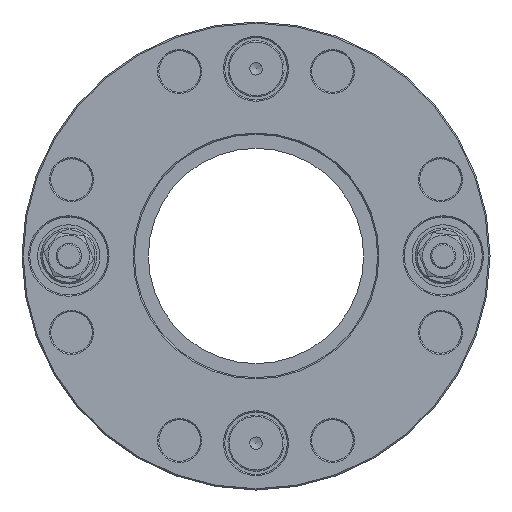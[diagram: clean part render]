
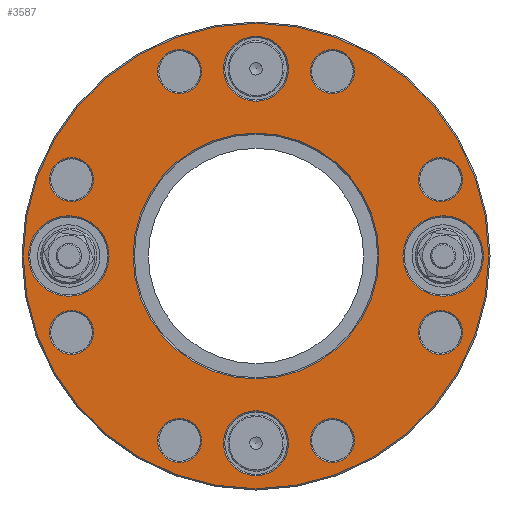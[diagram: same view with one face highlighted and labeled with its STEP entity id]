
A CAD part, front view. The second image highlights one B-rep face of the part: STEP entity #3587.
In plain terms, the highlighted planar face has unit normal (0, -1, 0).
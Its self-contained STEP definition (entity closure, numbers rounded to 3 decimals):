
#121=PLANE('',#3826);
#320=ORIENTED_EDGE('',*,*,#761,.T.);
#321=ORIENTED_EDGE('',*,*,#788,.T.);
#322=ORIENTED_EDGE('',*,*,#745,.T.);
#323=ORIENTED_EDGE('',*,*,#743,.T.);
#324=ORIENTED_EDGE('',*,*,#747,.T.);
#325=ORIENTED_EDGE('',*,*,#749,.T.);
#326=ORIENTED_EDGE('',*,*,#789,.T.);
#327=ORIENTED_EDGE('',*,*,#751,.T.);
#328=ORIENTED_EDGE('',*,*,#753,.T.);
#329=ORIENTED_EDGE('',*,*,#755,.T.);
#330=ORIENTED_EDGE('',*,*,#757,.T.);
#331=ORIENTED_EDGE('',*,*,#759,.T.);
#332=ORIENTED_EDGE('',*,*,#740,.T.);
#333=ORIENTED_EDGE('',*,*,#739,.T.);
#739=EDGE_CURVE('',#991,#991,#1223,.T.);
#740=EDGE_CURVE('',#992,#992,#1224,.F.);
#743=EDGE_CURVE('',#995,#995,#1227,.F.);
#745=EDGE_CURVE('',#997,#997,#1229,.F.);
#747=EDGE_CURVE('',#999,#999,#1231,.F.);
#749=EDGE_CURVE('',#1001,#1001,#1233,.F.);
#751=EDGE_CURVE('',#1003,#1003,#1235,.F.);
#753=EDGE_CURVE('',#1005,#1005,#1237,.F.);
#755=EDGE_CURVE('',#1007,#1007,#1239,.F.);
#757=EDGE_CURVE('',#1009,#1009,#1241,.F.);
#759=EDGE_CURVE('',#1011,#1011,#1243,.F.);
#761=EDGE_CURVE('',#1013,#1013,#1245,.F.);
#788=EDGE_CURVE('',#1040,#1040,#1272,.F.);
#789=EDGE_CURVE('',#1041,#1041,#1273,.F.);
#991=VERTEX_POINT('',#4862);
#992=VERTEX_POINT('',#4865);
#995=VERTEX_POINT('',#4872);
#997=VERTEX_POINT('',#4877);
#999=VERTEX_POINT('',#4882);
#1001=VERTEX_POINT('',#4887);
#1003=VERTEX_POINT('',#4892);
#1005=VERTEX_POINT('',#4897);
#1007=VERTEX_POINT('',#4902);
#1009=VERTEX_POINT('',#4907);
#1011=VERTEX_POINT('',#4912);
#1013=VERTEX_POINT('',#4917);
#1040=VERTEX_POINT('',#4997);
#1041=VERTEX_POINT('',#4999);
#1223=CIRCLE('',#3741,37.3);
#1224=CIRCLE('',#3743,19.7);
#1227=CIRCLE('',#3747,6.45);
#1229=CIRCLE('',#3750,3.524);
#1231=CIRCLE('',#3753,3.524);
#1233=CIRCLE('',#3756,3.524);
#1235=CIRCLE('',#3759,3.524);
#1237=CIRCLE('',#3762,3.524);
#1239=CIRCLE('',#3765,6.45);
#1241=CIRCLE('',#3768,3.524);
#1243=CIRCLE('',#3771,3.524);
#1245=CIRCLE('',#3774,3.524);
#1272=CIRCLE('',#3827,5.2);
#1273=CIRCLE('',#3828,5.2);
#1488=EDGE_LOOP('',(#320));
#1489=EDGE_LOOP('',(#321));
#1490=EDGE_LOOP('',(#322));
#1491=EDGE_LOOP('',(#323));
#1492=EDGE_LOOP('',(#324));
#1493=EDGE_LOOP('',(#325));
#1494=EDGE_LOOP('',(#326));
#1495=EDGE_LOOP('',(#327));
#1496=EDGE_LOOP('',(#328));
#1497=EDGE_LOOP('',(#329));
#1498=EDGE_LOOP('',(#330));
#1499=EDGE_LOOP('',(#331));
#1500=EDGE_LOOP('',(#332));
#1501=EDGE_LOOP('',(#333));
#1880=FACE_BOUND('',#1488,.T.);
#1881=FACE_BOUND('',#1489,.T.);
#1882=FACE_BOUND('',#1490,.T.);
#1883=FACE_BOUND('',#1491,.T.);
#1884=FACE_BOUND('',#1492,.T.);
#1885=FACE_BOUND('',#1493,.T.);
#1886=FACE_BOUND('',#1494,.T.);
#1887=FACE_BOUND('',#1495,.T.);
#1888=FACE_BOUND('',#1496,.T.);
#1889=FACE_BOUND('',#1497,.T.);
#1890=FACE_BOUND('',#1498,.T.);
#1891=FACE_BOUND('',#1499,.T.);
#1892=FACE_BOUND('',#1500,.T.);
#1893=FACE_BOUND('',#1501,.T.);
#3587=ADVANCED_FACE('',(#1880,#1881,#1882,#1883,#1884,#1885,#1886,#1887,
#1888,#1889,#1890,#1891,#1892,#1893),#121,.T.);
#3741=AXIS2_PLACEMENT_3D('',#4861,#4109,#4110);
#3743=AXIS2_PLACEMENT_3D('',#4864,#4113,#4114);
#3747=AXIS2_PLACEMENT_3D('',#4871,#4121,#4122);
#3750=AXIS2_PLACEMENT_3D('',#4876,#4127,#4128);
#3753=AXIS2_PLACEMENT_3D('',#4881,#4133,#4134);
#3756=AXIS2_PLACEMENT_3D('',#4886,#4139,#4140);
#3759=AXIS2_PLACEMENT_3D('',#4891,#4145,#4146);
#3762=AXIS2_PLACEMENT_3D('',#4896,#4151,#4152);
#3765=AXIS2_PLACEMENT_3D('',#4901,#4157,#4158);
#3768=AXIS2_PLACEMENT_3D('',#4906,#4163,#4164);
#3771=AXIS2_PLACEMENT_3D('',#4911,#4169,#4170);
#3774=AXIS2_PLACEMENT_3D('',#4916,#4175,#4176);
#3826=AXIS2_PLACEMENT_3D('',#4995,#4279,#4280);
#3827=AXIS2_PLACEMENT_3D('',#4996,#4281,#4282);
#3828=AXIS2_PLACEMENT_3D('',#4998,#4283,#4284);
#4109=DIRECTION('',(0.,-1.,0.));
#4110=DIRECTION('',(0.,0.,-1.));
#4113=DIRECTION('',(0.,-1.,0.));
#4114=DIRECTION('',(0.,0.,-1.));
#4121=DIRECTION('',(0.,-1.,0.));
#4122=DIRECTION('',(0.,0.,-1.));
#4127=DIRECTION('',(0.,-1.,0.));
#4128=DIRECTION('',(0.,0.,-1.));
#4133=DIRECTION('',(0.,-1.,0.));
#4134=DIRECTION('',(0.,0.,-1.));
#4139=DIRECTION('',(0.,-1.,0.));
#4140=DIRECTION('',(0.,0.,-1.));
#4145=DIRECTION('',(0.,-1.,0.));
#4146=DIRECTION('',(0.,0.,-1.));
#4151=DIRECTION('',(0.,-1.,0.));
#4152=DIRECTION('',(0.,0.,-1.));
#4157=DIRECTION('',(0.,-1.,0.));
#4158=DIRECTION('',(0.,0.,-1.));
#4163=DIRECTION('',(0.,-1.,0.));
#4164=DIRECTION('',(0.,0.,-1.));
#4169=DIRECTION('',(0.,-1.,0.));
#4170=DIRECTION('',(0.,0.,-1.));
#4175=DIRECTION('',(0.,-1.,0.));
#4176=DIRECTION('',(0.,0.,-1.));
#4279=DIRECTION('',(0.,-1.,0.));
#4280=DIRECTION('',(0.,0.,-1.));
#4281=DIRECTION('',(0.,-1.,0.));
#4282=DIRECTION('',(0.,0.,-1.));
#4283=DIRECTION('',(0.,-1.,0.));
#4284=DIRECTION('',(0.,0.,-1.));
#4861=CARTESIAN_POINT('',(0.,0.,0.));
#4862=CARTESIAN_POINT('',(0.,0.,-37.3));
#4864=CARTESIAN_POINT('',(0.,0.,0.));
#4865=CARTESIAN_POINT('',(0.,0.,-19.7));
#4871=CARTESIAN_POINT('',(-30.,0.,0.));
#4872=CARTESIAN_POINT('',(-30.,0.,-6.45));
#4876=CARTESIAN_POINT('',(-29.564,0.,-12.246));
#4877=CARTESIAN_POINT('',(-29.564,0.,-15.769));
#4881=CARTESIAN_POINT('',(-29.564,0.,12.246));
#4882=CARTESIAN_POINT('',(-29.564,0.,8.722));
#4886=CARTESIAN_POINT('',(-12.246,0.,29.564));
#4887=CARTESIAN_POINT('',(-12.246,0.,26.041));
#4891=CARTESIAN_POINT('',(12.246,0.,29.564));
#4892=CARTESIAN_POINT('',(12.246,0.,26.041));
#4896=CARTESIAN_POINT('',(29.564,0.,12.246));
#4897=CARTESIAN_POINT('',(29.564,0.,8.722));
#4901=CARTESIAN_POINT('',(30.,0.,0.));
#4902=CARTESIAN_POINT('',(30.,0.,-6.45));
#4906=CARTESIAN_POINT('',(29.564,0.,-12.246));
#4907=CARTESIAN_POINT('',(29.564,0.,-15.769));
#4911=CARTESIAN_POINT('',(12.246,0.,-29.564));
#4912=CARTESIAN_POINT('',(12.246,0.,-33.088));
#4916=CARTESIAN_POINT('',(-12.246,0.,-29.564));
#4917=CARTESIAN_POINT('',(-12.246,0.,-33.088));
#4995=CARTESIAN_POINT('',(0.,0.,0.));
#4996=CARTESIAN_POINT('',(0.,0.,-30.));
#4997=CARTESIAN_POINT('',(0.,0.,-35.2));
#4998=CARTESIAN_POINT('',(0.,0.,30.));
#4999=CARTESIAN_POINT('',(0.,0.,24.8));
